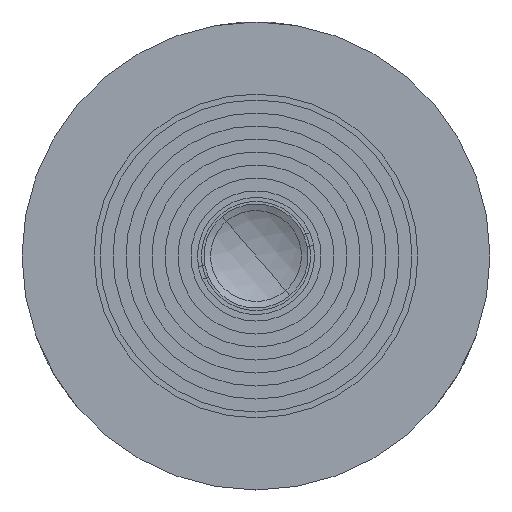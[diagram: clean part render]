
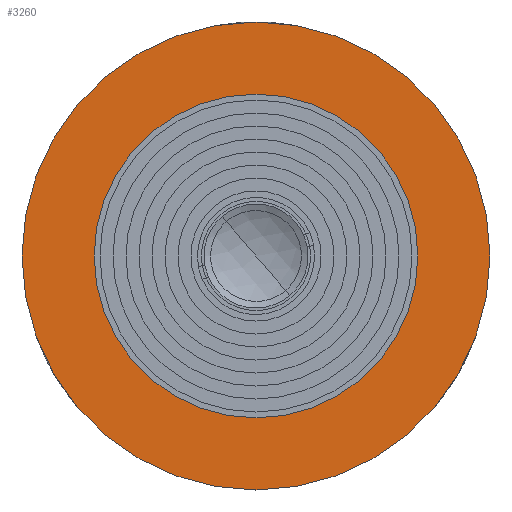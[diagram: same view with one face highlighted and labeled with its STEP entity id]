
A CAD part, left-side view. The second image highlights one B-rep face of the part: STEP entity #3260.
In plain terms, the highlighted planar face has unit normal (-1, 0, 0).
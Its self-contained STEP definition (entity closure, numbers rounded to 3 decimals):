
#16 = CARTESIAN_POINT ( 'NONE',  ( 0., 0., 0. ) ) ;
#38 = ORIENTED_EDGE ( 'NONE', *, *, #2296, .F. ) ;
#156 = DIRECTION ( 'NONE',  ( -1., 0., 0. ) ) ;
#201 = CARTESIAN_POINT ( 'NONE',  ( 0., 0., -12.45 ) ) ;
#314 = PLANE ( 'NONE',  #2656 ) ;
#327 = AXIS2_PLACEMENT_3D ( 'NONE', #16, #1646, #1390 ) ;
#626 = FACE_OUTER_BOUND ( 'NONE', #2343, .T. ) ;
#667 = ORIENTED_EDGE ( 'NONE', *, *, #2112, .F. ) ;
#854 = EDGE_LOOP ( 'NONE', ( #667, #38 ) ) ;
#932 = FACE_BOUND ( 'NONE', #854, .T. ) ;
#963 = CIRCLE ( 'NONE', #3019, 12.45 ) ;
#1007 = AXIS2_PLACEMENT_3D ( 'NONE', #3377, #2521, #1744 ) ;
#1182 = VERTEX_POINT ( 'NONE', #1371 ) ;
#1269 = VERTEX_POINT ( 'NONE', #201 ) ;
#1322 = AXIS2_PLACEMENT_3D ( 'NONE', #2744, #2551, #3320 ) ;
#1371 = CARTESIAN_POINT ( 'NONE',  ( 0., 0., -18. ) ) ;
#1390 = DIRECTION ( 'NONE',  ( 0., 0., 1. ) ) ;
#1481 = ORIENTED_EDGE ( 'NONE', *, *, #3340, .T. ) ;
#1646 = DIRECTION ( 'NONE',  ( -1., 0., 0. ) ) ;
#1744 = DIRECTION ( 'NONE',  ( 0., 0., 1. ) ) ;
#1849 = CIRCLE ( 'NONE', #1007, 18. ) ;
#1994 = DIRECTION ( 'NONE',  ( 0., 0., -1. ) ) ;
#2011 = DIRECTION ( 'NONE',  ( 1., 0., 0. ) ) ;
#2015 = CARTESIAN_POINT ( 'NONE',  ( 0., 0., 18. ) ) ;
#2085 = VERTEX_POINT ( 'NONE', #2015 ) ;
#2112 = EDGE_CURVE ( 'NONE', #3296, #1269, #963, .T. ) ;
#2296 = EDGE_CURVE ( 'NONE', #1269, #3296, #2784, .T. ) ;
#2343 = EDGE_LOOP ( 'NONE', ( #2538, #1481 ) ) ;
#2521 = DIRECTION ( 'NONE',  ( -1., 0., 0. ) ) ;
#2538 = ORIENTED_EDGE ( 'NONE', *, *, #2554, .T. ) ;
#2551 = DIRECTION ( 'NONE',  ( -1., 0., 0. ) ) ;
#2554 = EDGE_CURVE ( 'NONE', #2085, #1182, #2868, .T. ) ;
#2555 = CARTESIAN_POINT ( 'NONE',  ( 0., 0., 12.45 ) ) ;
#2656 = AXIS2_PLACEMENT_3D ( 'NONE', #2802, #2011, #1994 ) ;
#2744 = CARTESIAN_POINT ( 'NONE',  ( 0., 0., 0. ) ) ;
#2784 = CIRCLE ( 'NONE', #327, 12.45 ) ;
#2802 = CARTESIAN_POINT ( 'NONE',  ( 0., 18., 0. ) ) ;
#2842 = DIRECTION ( 'NONE',  ( 0., 0., 1. ) ) ;
#2858 = CARTESIAN_POINT ( 'NONE',  ( 0., 0., 0. ) ) ;
#2868 = CIRCLE ( 'NONE', #1322, 18. ) ;
#3019 = AXIS2_PLACEMENT_3D ( 'NONE', #2858, #156, #2842 ) ;
#3260 = ADVANCED_FACE ( 'NONE', ( #932, #626 ), #314, .F. ) ;
#3296 = VERTEX_POINT ( 'NONE', #2555 ) ;
#3320 = DIRECTION ( 'NONE',  ( 0., 0., 1. ) ) ;
#3340 = EDGE_CURVE ( 'NONE', #1182, #2085, #1849, .T. ) ;
#3377 = CARTESIAN_POINT ( 'NONE',  ( 0., 0., 0. ) ) ;
